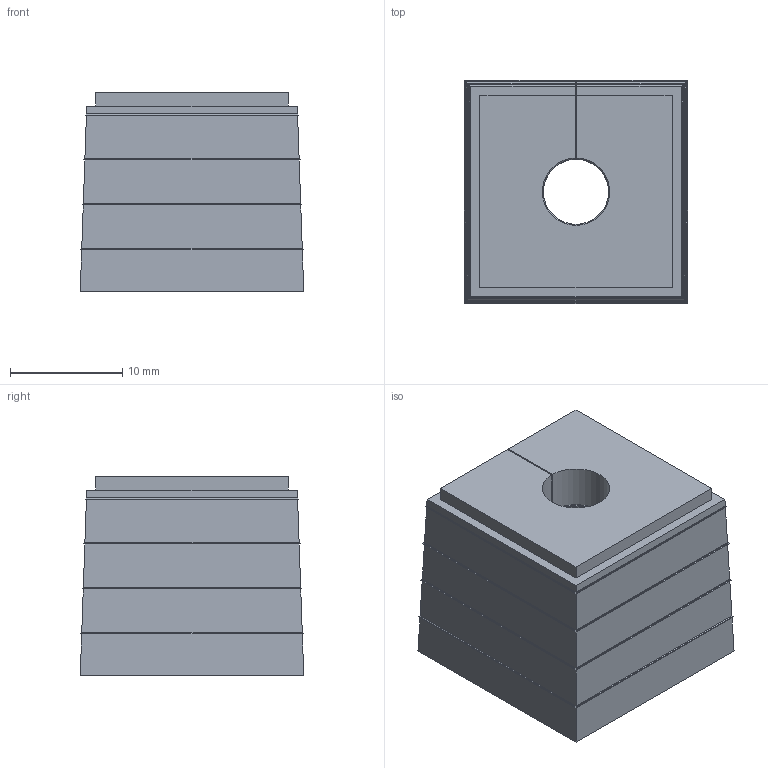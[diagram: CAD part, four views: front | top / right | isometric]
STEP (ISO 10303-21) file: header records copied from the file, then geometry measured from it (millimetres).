
FILE_DESCRIPTION(/* description */ (''),/* implementation_level */ '2;1');
FILE_NAME(/* name */ '28525_4_KDS-DE_5-6.stp',/* time_stamp */ '2023-10-17T09:51:58+02:00',/* author */ (''),/* organization */ (''),/* preprocessor_version */ 'ST-DEVELOPER v19.3',/* originating_system */ 'SIEMENS PLM Software NX2212.1700',/* authorisation */ '');
FILE_SCHEMA (('AP203_CONFIGURATION_CONTROLLED_3D_DESIGN_OF_MECHANICAL_PARTS_AND_ASSEMBLIES_MIM_LF { 1 0 10303 203 3 1 4 }'));
Length unit declared in the file: millimetre
Products named in the file (1): 28525_4_KDS-DE_5-6
Bounding box: 19.9 x 19.9 x 17.7 mm (x, y, z)
Volume: 5999.2 mm3; surface area: 2674.7 mm2
Topology: 1 solids, 1 shells, 100 faces, 263 edges, 170 vertices
Faces by surface type: plane 81, cylinder 7, extrusion 7, cone 5
Full cylindrical faces by diameter (mm): 3.5 x1
Entity records: 3292 total; most frequent: CARTESIAN_POINT 873, ORIENTED_EDGE 524, DIRECTION 430, EDGE_CURVE 262, VECTOR 202, LINE 195, VERTEX_POINT 170, AXIS2_PLACEMENT_3D 114
